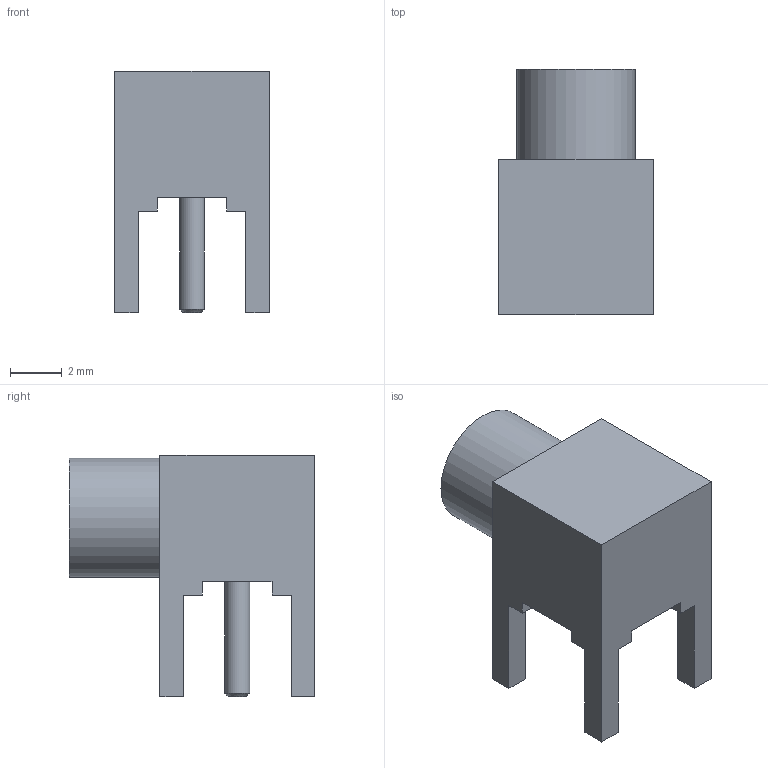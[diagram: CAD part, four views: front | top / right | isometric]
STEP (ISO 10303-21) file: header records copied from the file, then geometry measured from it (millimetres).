
FILE_DESCRIPTION (( 'STEP AP203' ), '1' );
FILE_NAME ('FMCN44271_3D.step', '2022-12-07T17:19:40', ( '' ), ( '' ), 'SwSTEP 2.0', 'SolidWorks 2021', '' );
FILE_SCHEMA (( 'CONFIG_CONTROL_DESIGN' ));
Length unit declared in the file: inch
Products named in the file (1): FMCN44271_3D
Bounding box: 5.99 x 9.5 x 9.35 mm (x, y, z)
Volume: 227.8 mm3; surface area: 390.6 mm2
Topology: 1 solids, 1 shells, 69 faces, 183 edges, 122 vertices
Faces by surface type: plane 52, cylinder 10, cone 7
Full cylindrical faces by diameter (mm): 0.965 x1, 1.045 x1, 1.983 x1, 3.302 x1, 3.447 x1, 4.6 x1
Entity records: 2165 total; most frequent: CARTESIAN_POINT 438, ORIENTED_EDGE 340, DIRECTION 320, EDGE_CURVE 170, LINE 120, VECTOR 120, VERTEX_POINT 118, AXIS2_PLACEMENT_3D 100
